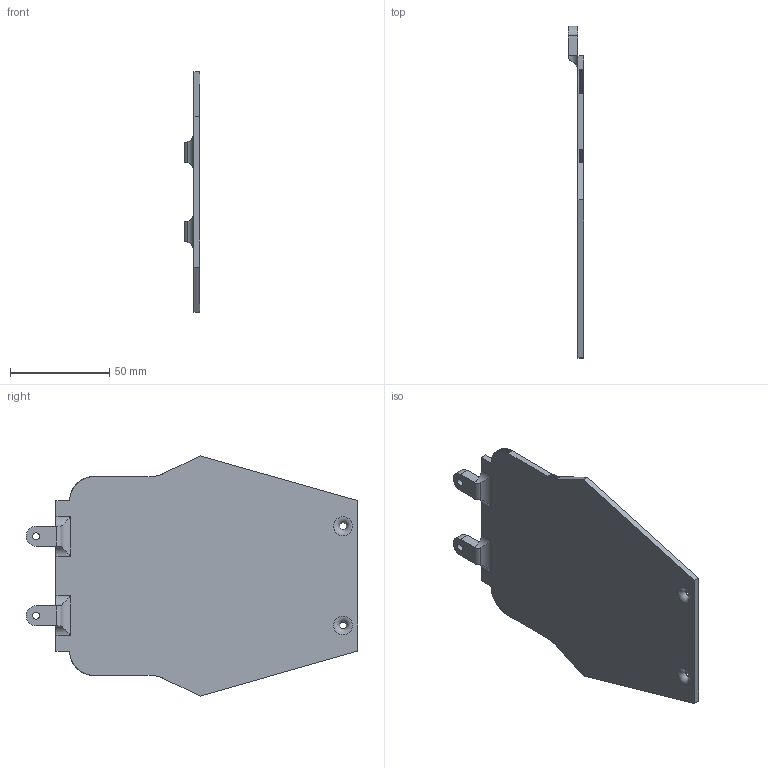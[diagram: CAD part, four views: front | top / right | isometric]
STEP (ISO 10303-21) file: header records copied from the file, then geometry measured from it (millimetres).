
FILE_DESCRIPTION(('STEP AP242'), '1');
FILE_NAME('署赅', '', ('UNSPECIFIED'), ('UNSPECIFIED'), 'ASCON STEP Converter 1.6', 'ASCON Math Kernel', '');
FILE_SCHEMA(('AP242_MANAGED_MODEL_BASED_3D_ENGINEERING_MIM_LF { 1 0 10303 442 1 1 4 }'));
Length unit declared in the file: millimetre
Bounding box: 8 x 167.07 x 120.89 mm (x, y, z)
Volume: 46845.2 mm3; surface area: 32686.6 mm2
Topology: 1 solids, 1 shells, 190 faces, 560 edges, 372 vertices
Faces by surface type: plane 176, cylinder 12, torus 2
Full cylindrical faces by diameter (mm): 3.5 x2
Entity records: 7947 total; most frequent: CARTESIAN_POINT 1323, ORIENTED_EDGE 1112, DIRECTION 946, EDGE_CURVE 556, LINE 532, VECTOR 532, VERTEX_POINT 372, AXIS2_PLACEMENT_3D 207
